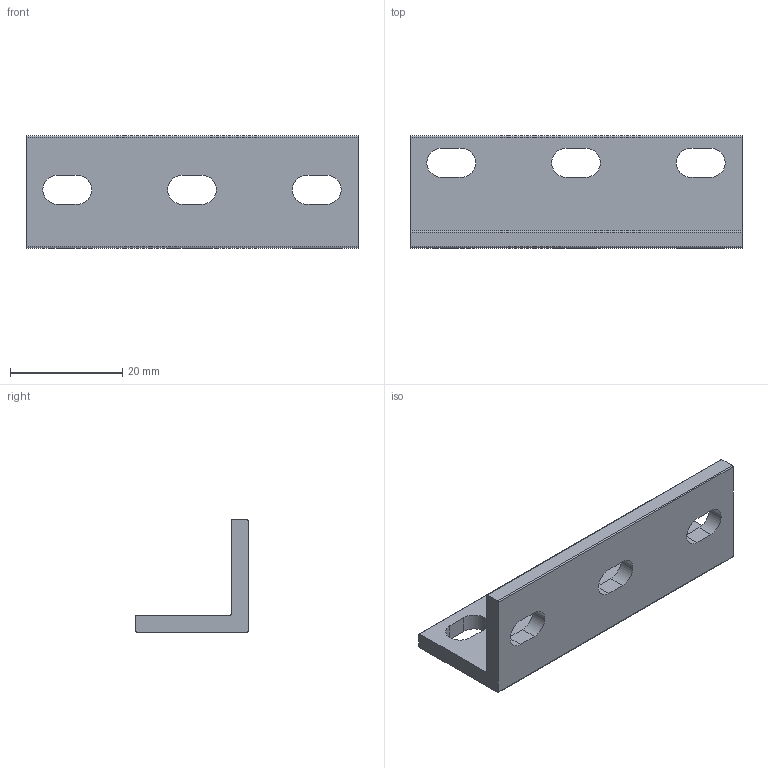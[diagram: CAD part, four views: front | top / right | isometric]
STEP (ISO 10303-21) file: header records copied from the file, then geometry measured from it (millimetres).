
FILE_DESCRIPTION (( 'STEP AP214' ), '1' );
FILE_NAME ('A110 Óãëîâîé àëþìèíèåâûé ñîåäèíèòåëü 20õ60, ïàç 6.STEP', '2021-10-26T14:14:07', ( 'Windows User' ), ( '' ), 'SwSTEP 2.0', 'SolidWorks 2021', '' );
FILE_SCHEMA (( 'AUTOMOTIVE_DESIGN' ));
Length unit declared in the file: millimetre
Products named in the file (1): A110 Óãëîâîé àëþìèíèåâûé ñîåäèíèòåëü 20õ60, ïàç 6
Bounding box: 59.2 x 20 x 20 mm (x, y, z)
Volume: 5859.3 mm3; surface area: 4874.2 mm2
Topology: 1 solids, 1 shells, 41 faces, 117 edges, 78 vertices
Faces by surface type: cylinder 21, plane 20
Entity records: 1411 total; most frequent: DIRECTION 243, CARTESIAN_POINT 237, ORIENTED_EDGE 234, EDGE_CURVE 117, AXIS2_PLACEMENT_3D 84, VERTEX_POINT 78, LINE 75, VECTOR 75
